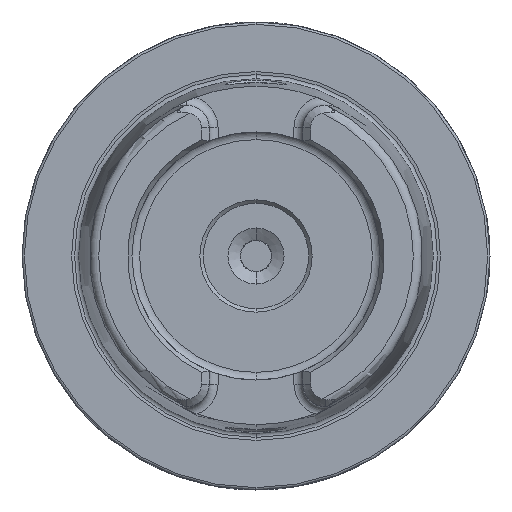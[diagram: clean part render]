
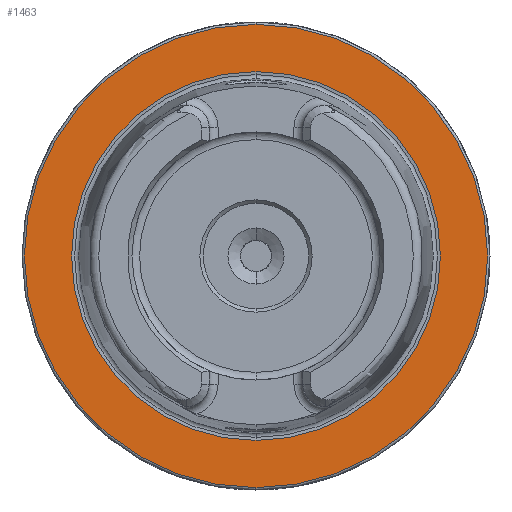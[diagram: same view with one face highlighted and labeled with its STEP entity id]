
A CAD part, left-side view. The second image highlights one B-rep face of the part: STEP entity #1463.
In plain terms, the highlighted planar face has unit normal (-1, 0, 0).
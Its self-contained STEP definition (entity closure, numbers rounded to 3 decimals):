
#598 = ORIENTED_EDGE ( 'NONE', *, *, #3900, .T. ) ;
#599 = ORIENTED_EDGE ( 'NONE', *, *, #3955, .T. ) ;
#600 = ORIENTED_EDGE ( 'NONE', *, *, #3959, .F. ) ;
#601 = ORIENTED_EDGE ( 'NONE', *, *, #3899, .F. ) ;
#1445 = VERTEX_POINT ( 'NONE', #1954 ) ;
#1446 = VERTEX_POINT ( 'NONE', #1955 ) ;
#1451 = VERTEX_POINT ( 'NONE', #1960 ) ;
#1452 = VERTEX_POINT ( 'NONE', #1961 ) ;
#1463 = ADVANCED_FACE ( 'NONE', ( #1970, #1972 ), #1973, .F. ) ;
#1954 = CARTESIAN_POINT ( 'NONE',  ( 0., 0., 39.405 ) ) ;
#1955 = CARTESIAN_POINT ( 'NONE',  ( 0., 0., -39.405 ) ) ;
#1960 = CARTESIAN_POINT ( 'NONE',  ( 0., 0., -49.5 ) ) ;
#1961 = CARTESIAN_POINT ( 'NONE',  ( 0., 0., 49.5 ) ) ;
#1970 = FACE_BOUND ( 'NONE', #8238, .T. ) ;
#1972 = FACE_OUTER_BOUND ( 'NONE', #8236, .T. ) ;
#1973 = PLANE ( 'NONE',  #6859 ) ;
#1975 = CARTESIAN_POINT ( 'NONE',  ( 0., 49.5, 0. ) ) ;
#1976 = DIRECTION ( 'NONE',  ( 1., 0., 0. ) ) ;
#1977 = DIRECTION ( 'NONE',  ( 0., 0., -1. ) ) ;
#3899 = EDGE_CURVE ( 'NONE', #1445, #1446, #6035, .T. ) ;
#3900 = EDGE_CURVE ( 'NONE', #1451, #1452, #6030, .T. ) ;
#3955 = EDGE_CURVE ( 'NONE', #1452, #1451, #5927, .T. ) ;
#3959 = EDGE_CURVE ( 'NONE', #1446, #1445, #5921, .T. ) ;
#5917 = AXIS2_PLACEMENT_3D ( 'NONE', #13341, #13342, #13343 ) ;
#5921 = CIRCLE ( 'NONE', #5917, 39.405 ) ;
#5924 = AXIS2_PLACEMENT_3D ( 'NONE', #13329, #13330, #13331 ) ;
#5927 = CIRCLE ( 'NONE', #5924, 49.5 ) ;
#6023 = AXIS2_PLACEMENT_3D ( 'NONE', #13018, #13019, #13020 ) ;
#6026 = AXIS2_PLACEMENT_3D ( 'NONE', #13015, #13016, #13017 ) ;
#6030 = CIRCLE ( 'NONE', #6023, 49.5 ) ;
#6035 = CIRCLE ( 'NONE', #6026, 39.405 ) ;
#6859 = AXIS2_PLACEMENT_3D ( 'NONE', #1975, #1976, #1977 ) ;
#8236 = EDGE_LOOP ( 'NONE', ( #599, #598 ) ) ;
#8238 = EDGE_LOOP ( 'NONE', ( #601, #600 ) ) ;
#13015 = CARTESIAN_POINT ( 'NONE',  ( 0., 0., 0. ) ) ;
#13016 = DIRECTION ( 'NONE',  ( -1., 0., 0. ) ) ;
#13017 = DIRECTION ( 'NONE',  ( 0., 0., 1. ) ) ;
#13018 = CARTESIAN_POINT ( 'NONE',  ( 0., 0., 0. ) ) ;
#13019 = DIRECTION ( 'NONE',  ( -1., 0., 0. ) ) ;
#13020 = DIRECTION ( 'NONE',  ( 0., 0., 1. ) ) ;
#13329 = CARTESIAN_POINT ( 'NONE',  ( 0., 0., 0. ) ) ;
#13330 = DIRECTION ( 'NONE',  ( -1., 0., 0. ) ) ;
#13331 = DIRECTION ( 'NONE',  ( 0., 0., 1. ) ) ;
#13341 = CARTESIAN_POINT ( 'NONE',  ( 0., 0., 0. ) ) ;
#13342 = DIRECTION ( 'NONE',  ( -1., 0., 0. ) ) ;
#13343 = DIRECTION ( 'NONE',  ( 0., 0., 1. ) ) ;
